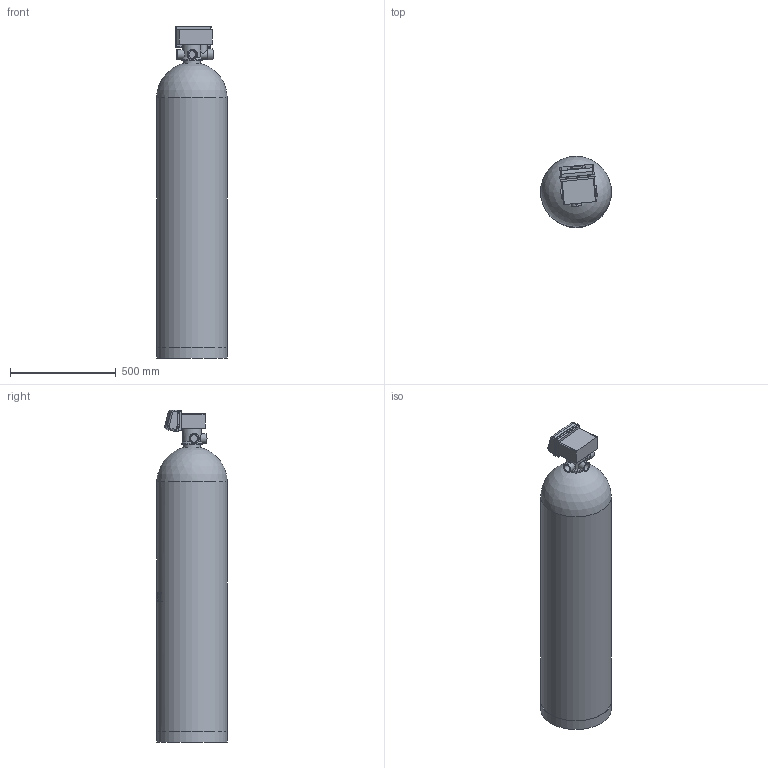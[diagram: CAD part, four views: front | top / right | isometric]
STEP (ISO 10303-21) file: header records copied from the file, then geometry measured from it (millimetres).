
FILE_DESCRIPTION(('STEP AP203'), '1');
FILE_NAME('7', '2017-07-31T16:34:33', ('Þëÿ'), (''), 'ASCON STEP Converter 1.3', 'ASCON Math Kernel', '');
FILE_SCHEMA(('CONFIG_CONTROL_DESIGN'));
Length unit declared in the file: millimetre
Bounding box: 336 x 336 x 1572.63 mm (x, y, z)
Volume: 120623326.6 mm3; surface area: 1714072 mm2
Topology: 1 solids, 1 shells, 588 faces, 1624 edges, 1066 vertices
Faces by surface type: cylinder 410, plane 158, sphere 9, torus 4, bspline 4, cone 3
Full cylindrical faces by diameter (mm): 36 x2, 38 x1, 45 x3, 52 x1, 76 x1, 99.238 x1, 334 x1, 336 x1
Entity records: 33560 total; most frequent: CARTESIAN_POINT 15555, ORIENTED_EDGE 3200, DIRECTION 2081, EDGE_CURVE 1600, VERTEX_POINT 1066, AXIS2_PLACEMENT_3D 719, B_SPLINE_CURVE_WITH_KNOTS 715, LINE 643
